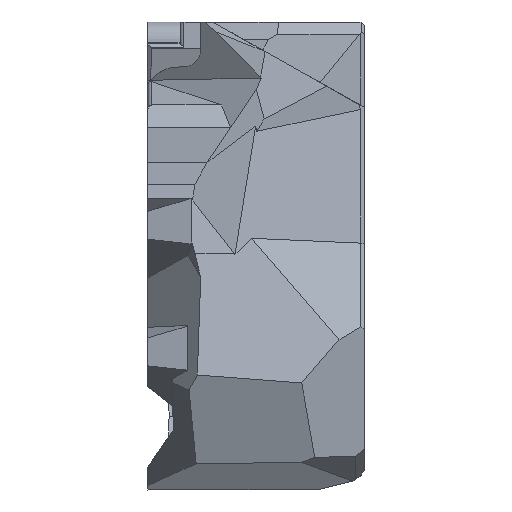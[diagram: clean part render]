
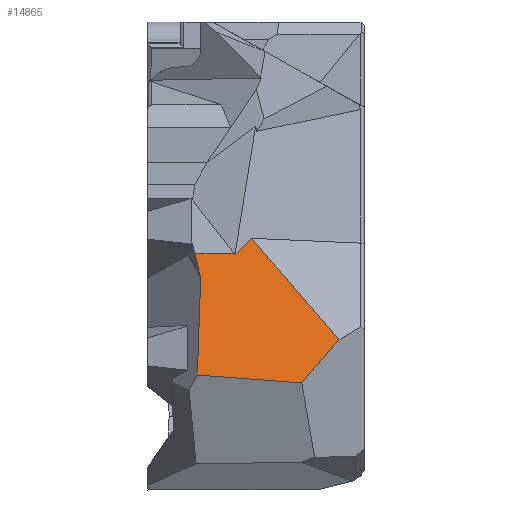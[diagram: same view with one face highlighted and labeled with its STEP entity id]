
A CAD part, left-side view. The second image highlights one B-rep face of the part: STEP entity #14865.
In plain terms, the highlighted planar face has unit normal (-0.966, 0, 0.261).
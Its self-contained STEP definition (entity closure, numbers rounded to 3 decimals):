
#3083=ORIENTED_EDGE('',*,*,#5602,.T.);
#3084=ORIENTED_EDGE('',*,*,#5603,.F.);
#3085=ORIENTED_EDGE('',*,*,#5598,.F.);
#3086=ORIENTED_EDGE('',*,*,#5601,.F.);
#3087=ORIENTED_EDGE('',*,*,#5480,.F.);
#3088=ORIENTED_EDGE('',*,*,#5488,.F.);
#3089=ORIENTED_EDGE('',*,*,#5495,.F.);
#3090=ORIENTED_EDGE('',*,*,#5490,.F.);
#5480=EDGE_CURVE('',#6881,#6880,#7726,.T.);
#5488=EDGE_CURVE('',#6887,#6881,#7734,.T.);
#5490=EDGE_CURVE('',#6888,#6889,#7736,.T.);
#5495=EDGE_CURVE('',#6889,#6887,#7741,.T.);
#5598=EDGE_CURVE('',#6962,#6963,#7841,.T.);
#5601=EDGE_CURVE('',#6880,#6962,#7844,.T.);
#5602=EDGE_CURVE('',#6888,#6964,#7845,.T.);
#5603=EDGE_CURVE('',#6963,#6964,#7846,.T.);
#6880=VERTEX_POINT('',#33949);
#6881=VERTEX_POINT('',#33951);
#6887=VERTEX_POINT('',#33968);
#6888=VERTEX_POINT('',#33973);
#6889=VERTEX_POINT('',#33974);
#6962=VERTEX_POINT('',#34186);
#6963=VERTEX_POINT('',#34188);
#6964=VERTEX_POINT('',#34195);
#7726=LINE('',#33952,#8541);
#7734=LINE('',#33969,#8549);
#7736=LINE('',#33972,#8551);
#7741=LINE('',#33982,#8556);
#7841=LINE('',#34187,#8656);
#7844=LINE('',#34192,#8659);
#7845=LINE('',#34194,#8660);
#7846=LINE('',#34196,#8661);
#8541=VECTOR('',#16715,1000.);
#8549=VECTOR('',#16729,1000.);
#8551=VECTOR('',#16733,1000.);
#8556=VECTOR('',#16740,1000.);
#8656=VECTOR('',#16908,1000.);
#8659=VECTOR('',#16913,1000.);
#8660=VECTOR('',#16916,1000.);
#8661=VECTOR('',#16917,1000.);
#9315=EDGE_LOOP('',(#3083,#3084,#3085,#3086,#3087,#3088,#3089,#3090));
#9959=FACE_BOUND('',#9315,.T.);
#10410=PLANE('',#15475);
#14865=ADVANCED_FACE('',(#9959),#10410,.F.);
#15475=AXIS2_PLACEMENT_3D('',#34193,#16914,#16915);
#16715=DIRECTION('',(0.254,0.23,0.94));
#16729=DIRECTION('',(0.26,-0.033,0.965));
#16733=DIRECTION('',(-0.2,0.64,-0.742));
#16740=DIRECTION('',(0.02,0.997,0.075));
#16908=DIRECTION('',(-0.21,-0.59,-0.779));
#16913=DIRECTION('',(0.,-1.,0.));
#16914=DIRECTION('',(0.965,0.,-0.261));
#16915=DIRECTION('',(-0.261,0.,-0.965));
#16916=DIRECTION('',(0.2,0.64,0.742));
#16917=DIRECTION('',(0.185,-0.705,0.685));
#33949=CARTESIAN_POINT('',(-31.121,-5.979,32.254));
#33951=CARTESIAN_POINT('',(-31.929,-6.712,29.257));
#33952=CARTESIAN_POINT('',(-27.9,-3.061,44.189));
#33968=CARTESIAN_POINT('',(-35.265,-6.292,16.896));
#33969=CARTESIAN_POINT('',(-30.401,-6.905,34.919));
#33972=CARTESIAN_POINT('',(-34.793,-21.852,18.645));
#33973=CARTESIAN_POINT('',(-34.062,-24.186,21.352));
#33974=CARTESIAN_POINT('',(-35.534,-19.483,15.897));
#33982=CARTESIAN_POINT('',(-35.564,-20.969,15.785));
#34186=CARTESIAN_POINT('',(-31.121,-10.956,32.254));
#34187=CARTESIAN_POINT('',(-31.026,-10.692,32.604));
#34188=CARTESIAN_POINT('',(-31.151,-11.042,32.142));
#34192=CARTESIAN_POINT('',(-31.121,-27.5,32.254));
#34193=CARTESIAN_POINT('',(-31.121,-27.5,32.254));
#34194=CARTESIAN_POINT('',(-33.525,-22.468,23.344));
#34195=CARTESIAN_POINT('',(-30.604,-13.131,34.17));
#34196=CARTESIAN_POINT('',(-28.391,-21.577,42.369));
